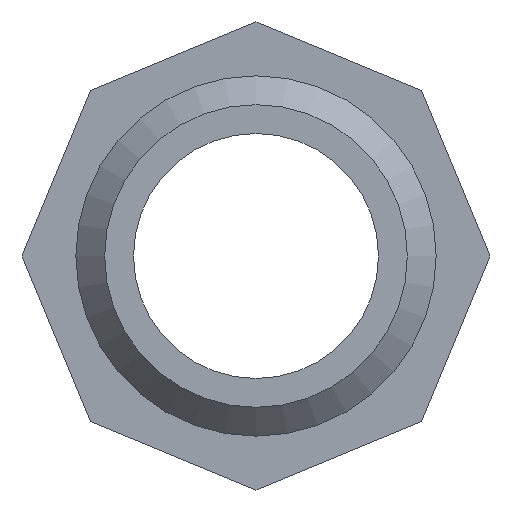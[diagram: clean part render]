
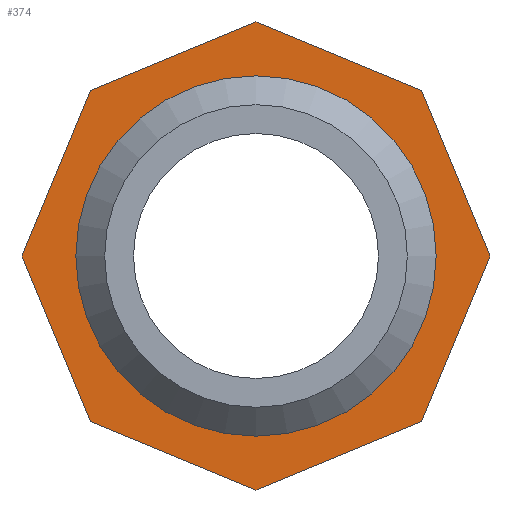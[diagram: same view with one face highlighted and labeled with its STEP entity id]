
A CAD part, front view. The second image highlights one B-rep face of the part: STEP entity #374.
In plain terms, the highlighted planar face has unit normal (0, -1, 0).
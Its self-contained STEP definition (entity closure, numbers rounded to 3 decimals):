
#15=LINE('',#576,#39);
#19=LINE('',#584,#43);
#22=LINE('',#590,#46);
#25=LINE('',#596,#49);
#28=LINE('',#602,#52);
#31=LINE('',#608,#55);
#34=LINE('',#614,#58);
#37=LINE('',#619,#61);
#39=VECTOR('',#466,10.);
#43=VECTOR('',#472,10.);
#46=VECTOR('',#477,10.);
#49=VECTOR('',#482,10.);
#52=VECTOR('',#487,10.);
#55=VECTOR('',#492,10.);
#58=VECTOR('',#497,10.);
#61=VECTOR('',#502,10.);
#77=PLANE('',#411);
#95=FACE_BOUND('',#156,.T.);
#122=FACE_OUTER_BOUND('',#155,.T.);
#155=EDGE_LOOP('',(#319,#320,#321,#322,#323,#324,#325,#326));
#156=EDGE_LOOP('',(#327));
#188=CIRCLE('',#402,12.5);
#206=VERTEX_POINT('',#571);
#207=VERTEX_POINT('',#574);
#208=VERTEX_POINT('',#575);
#211=VERTEX_POINT('',#583);
#213=VERTEX_POINT('',#589);
#215=VERTEX_POINT('',#595);
#217=VERTEX_POINT('',#601);
#219=VERTEX_POINT('',#607);
#221=VERTEX_POINT('',#613);
#240=EDGE_CURVE('',#206,#206,#188,.T.);
#241=EDGE_CURVE('',#207,#208,#15,.T.);
#245=EDGE_CURVE('',#211,#207,#19,.T.);
#248=EDGE_CURVE('',#213,#211,#22,.T.);
#251=EDGE_CURVE('',#215,#213,#25,.T.);
#254=EDGE_CURVE('',#217,#215,#28,.T.);
#257=EDGE_CURVE('',#219,#217,#31,.T.);
#260=EDGE_CURVE('',#221,#219,#34,.T.);
#263=EDGE_CURVE('',#208,#221,#37,.T.);
#319=ORIENTED_EDGE('',*,*,#263,.F.);
#320=ORIENTED_EDGE('',*,*,#241,.F.);
#321=ORIENTED_EDGE('',*,*,#245,.F.);
#322=ORIENTED_EDGE('',*,*,#248,.F.);
#323=ORIENTED_EDGE('',*,*,#251,.F.);
#324=ORIENTED_EDGE('',*,*,#254,.F.);
#325=ORIENTED_EDGE('',*,*,#257,.F.);
#326=ORIENTED_EDGE('',*,*,#260,.F.);
#327=ORIENTED_EDGE('',*,*,#240,.T.);
#374=ADVANCED_FACE('',(#122,#95),#77,.T.);
#402=AXIS2_PLACEMENT_3D('',#572,#462,#463);
#411=AXIS2_PLACEMENT_3D('',#621,#504,#505);
#462=DIRECTION('center_axis',(0.,1.,0.));
#463=DIRECTION('ref_axis',(1.,0.,0.));
#466=DIRECTION('',(-0.383,0.,0.924));
#472=DIRECTION('',(-0.924,0.,0.383));
#477=DIRECTION('',(-0.924,0.,-0.383));
#482=DIRECTION('',(-0.383,0.,-0.924));
#487=DIRECTION('',(0.383,0.,-0.924));
#492=DIRECTION('',(0.924,0.,-0.383));
#497=DIRECTION('',(0.924,0.,0.383));
#502=DIRECTION('',(0.383,0.,0.924));
#504=DIRECTION('center_axis',(0.,-1.,0.));
#505=DIRECTION('ref_axis',(0.,0.,-1.));
#571=CARTESIAN_POINT('',(0.,-5.438,31.185));
#572=CARTESIAN_POINT('Origin',(0.,-5.438,18.685));
#574=CARTESIAN_POINT('',(-11.481,-5.438,7.205));
#575=CARTESIAN_POINT('',(-16.236,-5.438,18.685));
#576=CARTESIAN_POINT('',(-11.481,-5.438,7.205));
#583=CARTESIAN_POINT('',(0.,-5.438,2.45));
#584=CARTESIAN_POINT('',(0.,-5.438,2.45));
#589=CARTESIAN_POINT('',(11.481,-5.438,7.205));
#590=CARTESIAN_POINT('',(11.481,-5.438,7.205));
#595=CARTESIAN_POINT('',(16.236,-5.438,18.685));
#596=CARTESIAN_POINT('',(16.236,-5.438,18.685));
#601=CARTESIAN_POINT('',(11.481,-5.438,30.166));
#602=CARTESIAN_POINT('',(11.481,-5.438,30.166));
#607=CARTESIAN_POINT('',(0.,-5.438,34.921));
#608=CARTESIAN_POINT('',(0.,-5.438,34.921));
#613=CARTESIAN_POINT('',(-11.481,-5.438,30.166));
#614=CARTESIAN_POINT('',(-11.481,-5.438,30.166));
#619=CARTESIAN_POINT('',(-16.236,-5.438,18.685));
#621=CARTESIAN_POINT('Origin',(0.,-5.438,32.185));
